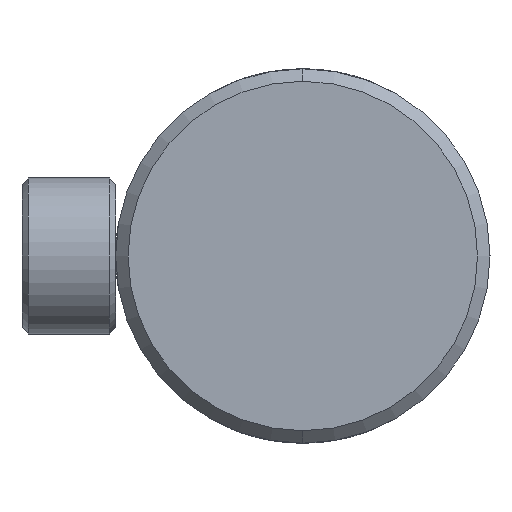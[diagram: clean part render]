
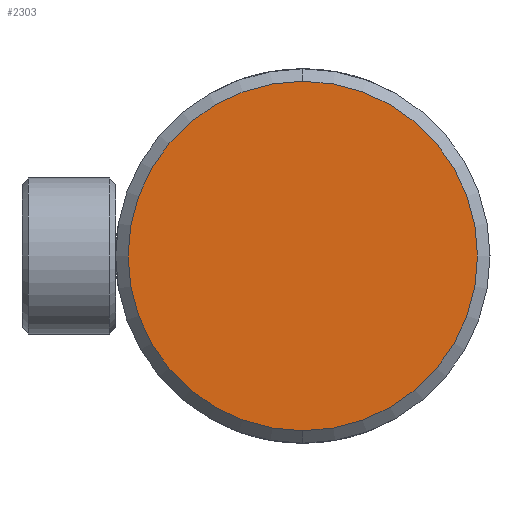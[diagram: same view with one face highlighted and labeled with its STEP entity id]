
A CAD part, left-side view. The second image highlights one B-rep face of the part: STEP entity #2303.
In plain terms, the highlighted planar face has unit normal (-1, 0, 0).
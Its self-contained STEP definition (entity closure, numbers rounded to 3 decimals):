
#192 = DIRECTION ( 'NONE',  ( 1., 0., 0. ) ) ;
#302 = EDGE_LOOP ( 'NONE', ( #2305, #695 ) ) ;
#430 = DIRECTION ( 'NONE',  ( 0., 0., -1. ) ) ;
#576 = AXIS2_PLACEMENT_3D ( 'NONE', #2352, #2362, #2405 ) ;
#695 = ORIENTED_EDGE ( 'NONE', *, *, #1620, .T. ) ;
#834 = PLANE ( 'NONE',  #1028 ) ;
#998 = CARTESIAN_POINT ( 'NONE',  ( -47., 0., 28. ) ) ;
#1028 = AXIS2_PLACEMENT_3D ( 'NONE', #2716, #192, #430 ) ;
#1136 = CIRCLE ( 'NONE', #1426, 28. ) ;
#1426 = AXIS2_PLACEMENT_3D ( 'NONE', #2953, #2964, #2975 ) ;
#1620 = EDGE_CURVE ( 'NONE', #2372, #2169, #1136, .T. ) ;
#1685 = FACE_OUTER_BOUND ( 'NONE', #302, .T. ) ;
#2116 = CARTESIAN_POINT ( 'NONE',  ( -47., 0., -28. ) ) ;
#2169 = VERTEX_POINT ( 'NONE', #2116 ) ;
#2303 = ADVANCED_FACE ( 'NONE', ( #1685 ), #834, .F. ) ;
#2305 = ORIENTED_EDGE ( 'NONE', *, *, #2594, .T. ) ;
#2352 = CARTESIAN_POINT ( 'NONE',  ( -47., 0., 0. ) ) ;
#2362 = DIRECTION ( 'NONE',  ( -1., 0., 0. ) ) ;
#2372 = VERTEX_POINT ( 'NONE', #998 ) ;
#2405 = DIRECTION ( 'NONE',  ( 0., 0., -1. ) ) ;
#2594 = EDGE_CURVE ( 'NONE', #2169, #2372, #2822, .T. ) ;
#2716 = CARTESIAN_POINT ( 'NONE',  ( -47., 30., 0. ) ) ;
#2822 = CIRCLE ( 'NONE', #576, 28. ) ;
#2953 = CARTESIAN_POINT ( 'NONE',  ( -47., 0., 0. ) ) ;
#2964 = DIRECTION ( 'NONE',  ( -1., 0., 0. ) ) ;
#2975 = DIRECTION ( 'NONE',  ( 0., 0., -1. ) ) ;
